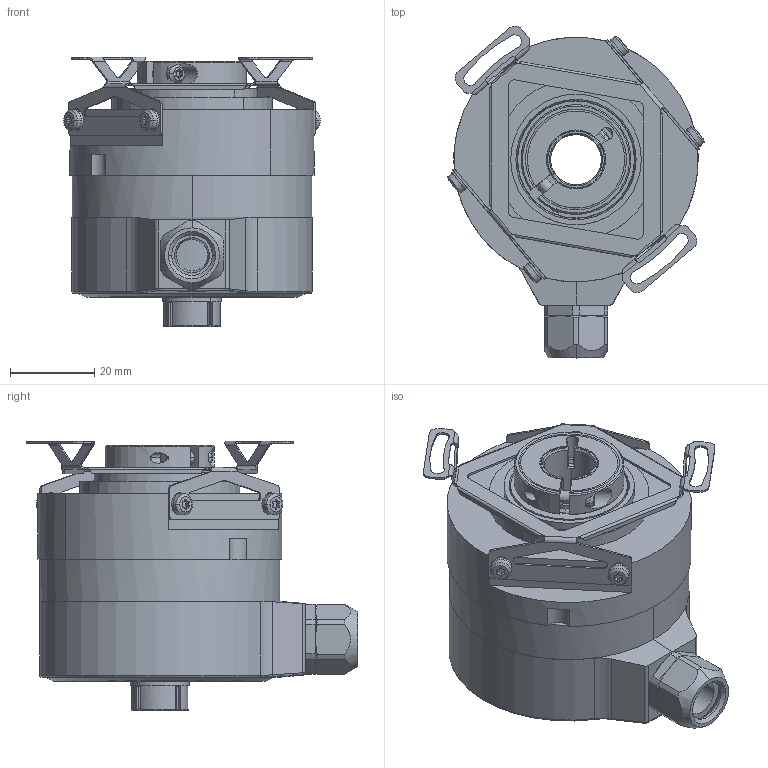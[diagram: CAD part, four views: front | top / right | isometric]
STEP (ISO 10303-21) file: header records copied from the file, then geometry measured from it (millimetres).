
FILE_DESCRIPTION((''),'2;1');
FILE_NAME('806944','2011-10-14T',('se2930'),(''),'PRO/ENGINEER BY PARAMETRIC TECHNOLOGY CORPORATION, 2010180','PRO/ENGINEER BY PARAMETRIC TECHNOLOGY CORPORATION, 2010180','');
FILE_SCHEMA(('CONFIG_CONTROL_DESIGN','SHAPE_APPEARANCE_LAYERS_GROUPS'));
Length unit declared in the file: millimetre
Products named in the file (1): 806944
Bounding box: 60.8 x 78.66 x 64 mm (x, y, z)
Volume: 116838.9 mm3; surface area: 26253.6 mm2
Topology: 1 solids, 1 shells, 835 faces, 2359 edges, 1499 vertices
Faces by surface type: plane 308, cylinder 307, cone 143, bspline 35, torus 34, sphere 8
Entity records: 30377 total; most frequent: CARTESIAN_POINT 8240, ORIENTED_EDGE 4714, DIRECTION 4678, EDGE_CURVE 2357, AXIS2_PLACEMENT_3D 1791, VERTEX_POINT 1499, VECTOR 1096, LINE 1096
